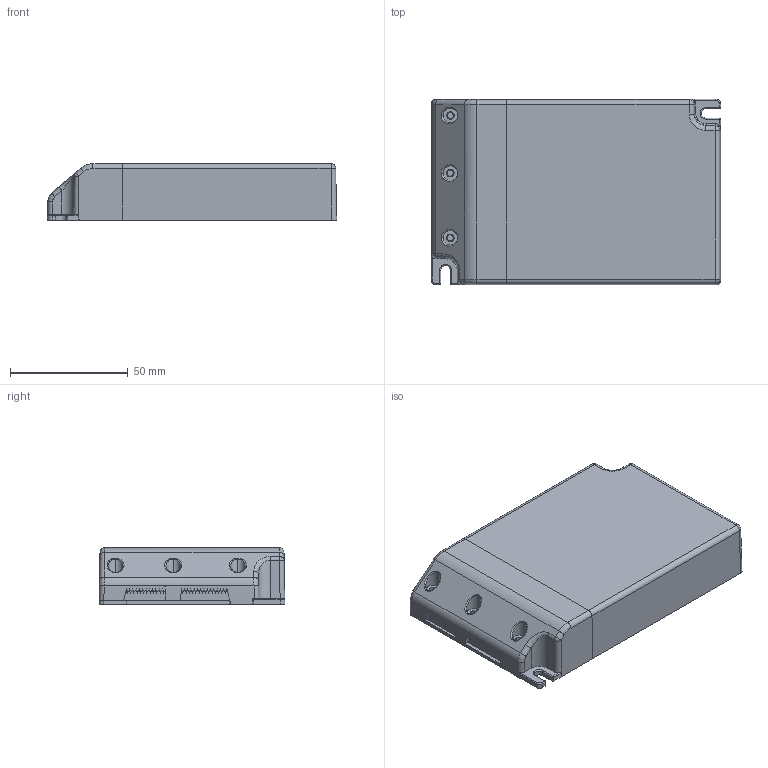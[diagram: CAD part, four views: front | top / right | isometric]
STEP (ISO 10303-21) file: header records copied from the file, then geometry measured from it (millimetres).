
FILE_DESCRIPTION((''),'2;1');
FILE_NAME('LLD50W_ASM','2018-06-01T',('wsenga'),(''),'PRO/ENGINEER BY PARAMETRIC TECHNOLOGY CORPORATION, 2012360','PRO/ENGINEER BY PARAMETRIC TECHNOLOGY CORPORATION, 2012360','');
FILE_SCHEMA(('CONFIG_CONTROL_DESIGN'));
Length unit declared in the file: millimetre
Products named in the file (4): MAWLLD50W-1A; MAWLLD50W-3A; MAWLLD50W-2A; LLD50W_ASM
Assembly tree (3 placements, depth 2):
  LLD50W_ASM
    MAWLLD50W-1A
    MAWLLD50W-3A
    MAWLLD50W-2A
Bounding box: 123 x 79 x 24 mm (x, y, z)
Volume: 44754.5 mm3; surface area: 65392 mm2
Topology: 3 solids, 3 shells, 1445 faces, 3436 edges, 2003 vertices
Faces by surface type: cylinder 636, plane 538, sphere 205, bspline 42, torus 15, cone 6, extrusion 3
Entity records: 44360 total; most frequent: CARTESIAN_POINT 11608, ORIENTED_EDGE 6872, DIRECTION 6686, EDGE_CURVE 3436, AXIS2_PLACEMENT_3D 2245, VECTOR 2196, LINE 2193, VERTEX_POINT 2003
